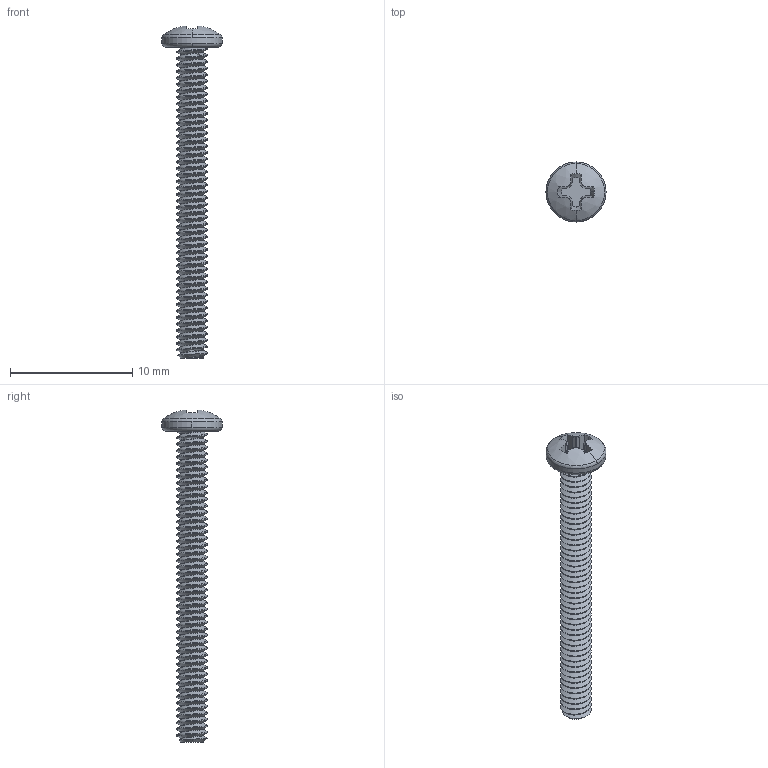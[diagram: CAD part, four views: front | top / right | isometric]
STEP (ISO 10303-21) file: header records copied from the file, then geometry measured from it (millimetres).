
FILE_DESCRIPTION (( 'STEP AP203' ), '1' );
FILE_NAME ('91772A101.step', '2012-05-21T13:58:01', ( 'Admin' ), ( 'Microsoft' ), 'SwSTEP 2.0', 'SolidWorks 2012', '' );
FILE_SCHEMA (( 'CONFIG_CONTROL_DESIGN' ));
Length unit declared in the file: inch
Products named in the file (1): 91772A101
Bounding box: 4.9 x 4.9 x 27.12 mm (x, y, z)
Volume: 115.4 mm3; surface area: 364.7 mm2
Topology: 1 solids, 1 shells, 292 faces, 862 edges, 573 vertices
Faces by surface type: cylinder 255, plane 19, cone 9, torus 4, bspline 3, sphere 2
Entity records: 13606 total; most frequent: CARTESIAN_POINT 7222, ORIENTED_EDGE 1724, DIRECTION 976, EDGE_CURVE 862, VERTEX_POINT 573, AXIS2_PLACEMENT_3D 345, EDGE_LOOP 293, ADVANCED_FACE 292
